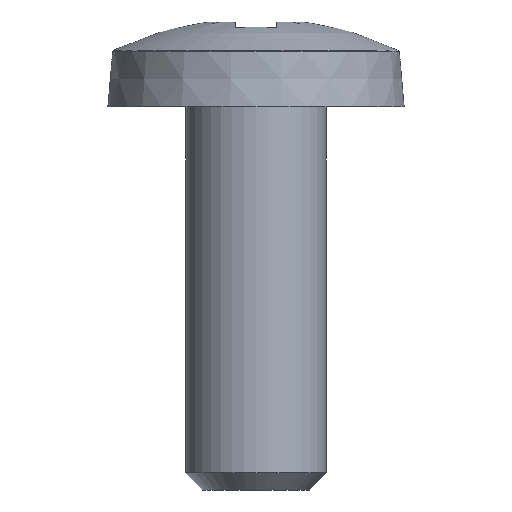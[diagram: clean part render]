
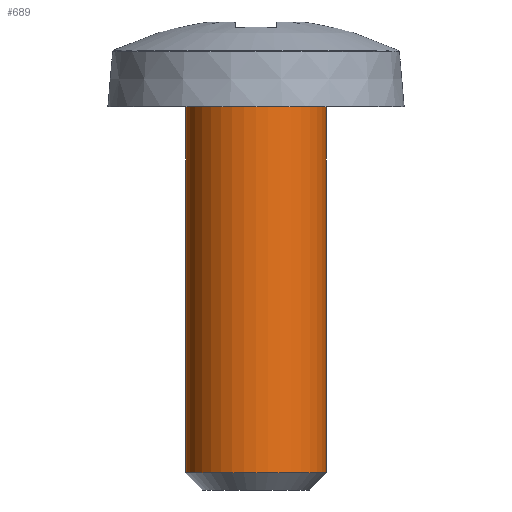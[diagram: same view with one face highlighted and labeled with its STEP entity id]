
A CAD part, front view. The second image highlights one B-rep face of the part: STEP entity #689.
In plain terms, the highlighted cylindrical face has radius 1.753 mm (diameter 3.505 mm), a full revolution.
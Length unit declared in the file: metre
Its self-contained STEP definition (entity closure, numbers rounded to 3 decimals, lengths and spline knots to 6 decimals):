
#22=CYLINDRICAL_SURFACE('',#793,0.001753);
#239=ORIENTED_EDGE('',*,*,#438,.T.);
#240=ORIENTED_EDGE('',*,*,#437,.F.);
#437=EDGE_CURVE('',#525,#525,#571,.T.);
#438=EDGE_CURVE('',#526,#526,#572,.T.);
#525=VERTEX_POINT('',#1248);
#526=VERTEX_POINT('',#1251);
#571=CIRCLE('',#792,0.001753);
#572=CIRCLE('',#794,0.001753);
#590=EDGE_LOOP('',(#239));
#591=EDGE_LOOP('',(#240));
#640=FACE_BOUND('',#590,.T.);
#641=FACE_BOUND('',#591,.T.);
#689=ADVANCED_FACE('',(#640,#641),#22,.T.);
#792=AXIS2_PLACEMENT_3D('',#1247,#949,#950);
#793=AXIS2_PLACEMENT_3D('',#1249,#951,#952);
#794=AXIS2_PLACEMENT_3D('',#1250,#953,#954);
#949=DIRECTION('',(0.,0.,1.));
#950=DIRECTION('',(1.,0.,0.));
#951=DIRECTION('',(0.,0.,1.));
#952=DIRECTION('',(1.,0.,0.));
#953=DIRECTION('',(0.,0.,1.));
#954=DIRECTION('',(1.,0.,0.));
#1247=CARTESIAN_POINT('',(0.,0.,-0.00221));
#1248=CARTESIAN_POINT('',(0.001753,0.,-0.00221));
#1249=CARTESIAN_POINT('',(0.,0.,-0.005867));
#1250=CARTESIAN_POINT('',(0.,0.,-0.011306));
#1251=CARTESIAN_POINT('',(0.001753,0.,-0.011306));
